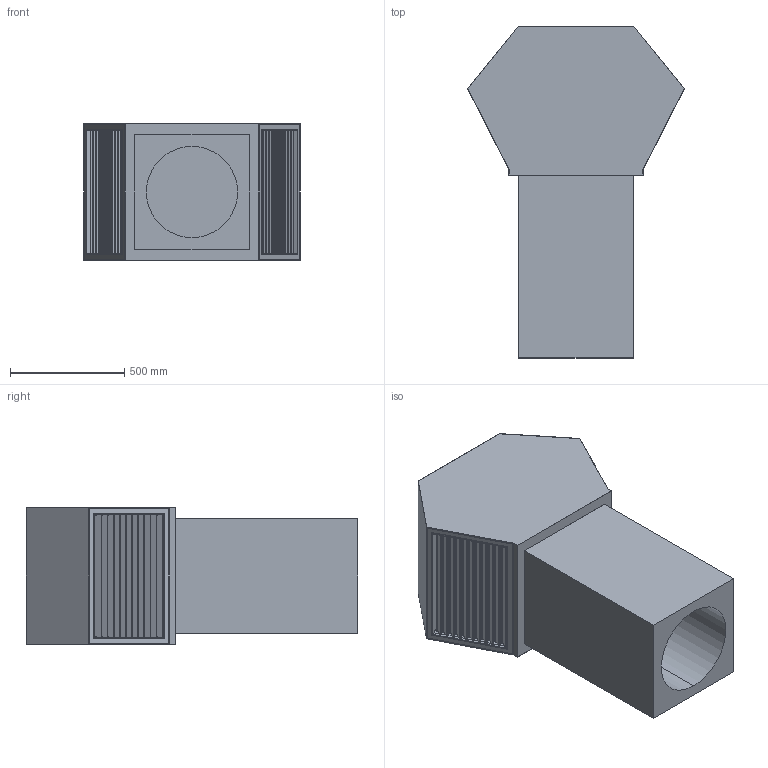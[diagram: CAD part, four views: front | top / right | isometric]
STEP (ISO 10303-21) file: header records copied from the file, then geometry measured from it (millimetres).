
FILE_DESCRIPTION (( 'STEP AP214' ), '1' );
FILE_NAME ('TBHA3.STEP', '2014-06-24T11:50:30', ( '' ), ( '' ), 'SwSTEP 2.0', 'SolidWorks 2014', '' );
FILE_SCHEMA (( 'AUTOMOTIVE_DESIGN' ));
Length unit declared in the file: millimetre
Products named in the file (5): galler 3m_TBHA3; tLamell-200_540; GH ram_TBHA3; TBHA2_TBHA3; TBHA3
Assembly tree (15 placements, depth 3):
  TBHA3
    TBHA2_TBHA3
    galler 3m_TBHA3  x2
      GH ram_TBHA3
      tLamell-200_540
Bounding box: 950 x 1454.07 x 600 mm (x, y, z)
Volume: 104790847.1 mm3; surface area: 9016160.7 mm2
Topology: 33 solids, 33 shells, 668 faces, 1434 edges, 836 vertices
Faces by surface type: plane 530, cylinder 138
Entity records: 3684 total; most frequent: CARTESIAN_POINT 573, DIRECTION 554, ORIENTED_EDGE 536, EDGE_CURVE 268, LINE 248, VECTOR 248, VERTEX_POINT 172, AXIS2_PLACEMENT_3D 153
